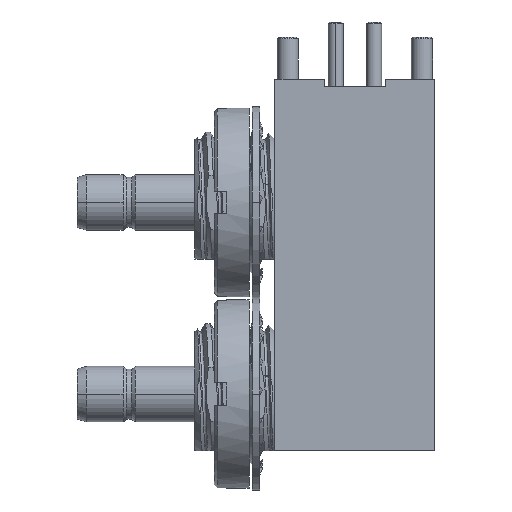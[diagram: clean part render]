
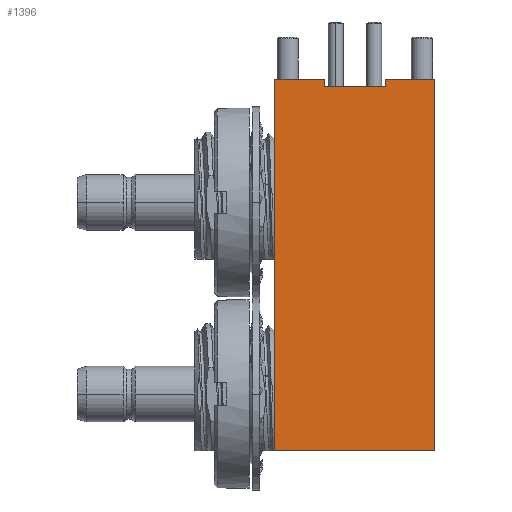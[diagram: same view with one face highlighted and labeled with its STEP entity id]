
A CAD part, front view. The second image highlights one B-rep face of the part: STEP entity #1396.
In plain terms, the highlighted planar face has unit normal (0, -1, 0).
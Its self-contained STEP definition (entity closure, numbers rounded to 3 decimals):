
#290=DIRECTION('',(1.,0.,0.));
#291=VECTOR('',#290,3.3);
#292=CARTESIAN_POINT('',(0.,-4.3,0.5));
#293=LINE('',#292,#291);
#379=DIRECTION('',(1.,0.,0.));
#380=VECTOR('',#379,3.3);
#381=CARTESIAN_POINT('',(7.3,-4.3,0.5));
#382=LINE('',#381,#380);
#454=DIRECTION('',(1.,0.,0.));
#455=VECTOR('',#454,10.6);
#456=CARTESIAN_POINT('',(0.,-4.3,-24.1));
#457=LINE('',#456,#455);
#458=DIRECTION('',(1.,0.,0.));
#459=VECTOR('',#458,4.);
#460=CARTESIAN_POINT('',(3.3,-4.3,0.));
#461=LINE('',#460,#459);
#462=DIRECTION('',(0.,0.,1.));
#463=VECTOR('',#462,0.5);
#464=CARTESIAN_POINT('',(7.3,-4.3,0.));
#465=LINE('',#464,#463);
#466=DIRECTION('',(0.,0.,-1.));
#467=VECTOR('',#466,24.6);
#468=CARTESIAN_POINT('',(10.6,-4.3,0.5));
#469=LINE('',#468,#467);
#470=DIRECTION('',(0.,0.,1.));
#471=VECTOR('',#470,24.6);
#472=CARTESIAN_POINT('',(0.,-4.3,-24.1));
#473=LINE('',#472,#471);
#474=DIRECTION('',(0.,0.,-1.));
#475=VECTOR('',#474,0.5);
#476=CARTESIAN_POINT('',(3.3,-4.3,0.5));
#477=LINE('',#476,#475);
#740=CARTESIAN_POINT('',(0.,-4.3,-24.1));
#742=VERTEX_POINT('',#740);
#744=CARTESIAN_POINT('',(10.6,-4.3,-24.1));
#746=VERTEX_POINT('',#744);
#757=CARTESIAN_POINT('',(3.3,-4.3,0.));
#758=CARTESIAN_POINT('',(7.3,-4.3,0.));
#759=VERTEX_POINT('',#757);
#760=VERTEX_POINT('',#758);
#777=CARTESIAN_POINT('',(0.,-4.3,0.5));
#778=CARTESIAN_POINT('',(3.3,-4.3,0.5));
#779=VERTEX_POINT('',#777);
#780=VERTEX_POINT('',#778);
#785=CARTESIAN_POINT('',(7.3,-4.3,0.5));
#786=CARTESIAN_POINT('',(10.6,-4.3,0.5));
#787=VERTEX_POINT('',#785);
#788=VERTEX_POINT('',#786);
#1379=CARTESIAN_POINT('',(0.,-4.3,0.));
#1380=DIRECTION('',(0.,-1.,0.));
#1381=DIRECTION('',(0.,0.,-1.));
#1382=AXIS2_PLACEMENT_3D('',#1379,#1380,#1381);
#1383=PLANE('',#1382);
#1384=ORIENTED_EDGE('',*,*,#1019,.T.);
#1386=ORIENTED_EDGE('',*,*,#1385,.T.);
#1387=ORIENTED_EDGE('',*,*,#1268,.T.);
#1388=ORIENTED_EDGE('',*,*,#1315,.T.);
#1389=ORIENTED_EDGE('',*,*,#1372,.F.);
#1390=ORIENTED_EDGE('',*,*,#951,.T.);
#1391=ORIENTED_EDGE('',*,*,#1218,.T.);
#1393=ORIENTED_EDGE('',*,*,#1392,.T.);
#1394=EDGE_LOOP('',(#1384,#1386,#1387,#1388,#1389,#1390,#1391,#1393));
#1395=FACE_OUTER_BOUND('',#1394,.F.);
#951=EDGE_CURVE('',#742,#779,#473,.T.);
#1019=EDGE_CURVE('',#759,#760,#461,.T.);
#1218=EDGE_CURVE('',#779,#780,#293,.T.);
#1268=EDGE_CURVE('',#787,#788,#382,.T.);
#1315=EDGE_CURVE('',#788,#746,#469,.T.);
#1372=EDGE_CURVE('',#742,#746,#457,.T.);
#1385=EDGE_CURVE('',#760,#787,#465,.T.);
#1392=EDGE_CURVE('',#780,#759,#477,.T.);
#1396=ADVANCED_FACE('',(#1395),#1383,.T.);
